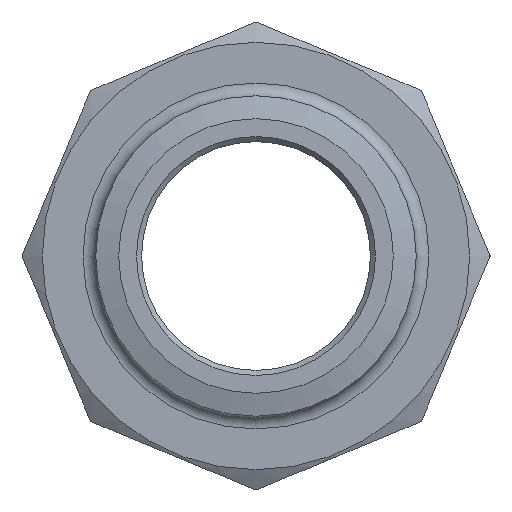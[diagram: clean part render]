
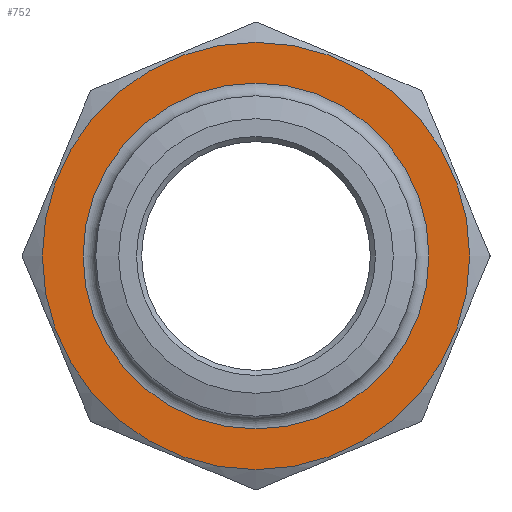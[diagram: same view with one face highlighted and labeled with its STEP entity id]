
A CAD part, left-side view. The second image highlights one B-rep face of the part: STEP entity #752.
In plain terms, the highlighted planar face has unit normal (-1, 0, 0).
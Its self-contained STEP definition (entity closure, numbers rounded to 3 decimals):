
#20=FACE_BOUND('',#176,.T.);
#36=CIRCLE('',#793,42.);
#37=CIRCLE('',#794,42.);
#76=CIRCLE('',#850,34.);
#78=CIRCLE('',#852,34.);
#135=FACE_OUTER_BOUND('',#175,.T.);
#175=EDGE_LOOP('',(#590,#591));
#176=EDGE_LOOP('',(#592,#593));
#297=VERTEX_POINT('',#1231);
#298=VERTEX_POINT('',#1232);
#322=VERTEX_POINT('',#1321);
#323=VERTEX_POINT('',#1322);
#374=EDGE_CURVE('',#297,#298,#36,.T.);
#375=EDGE_CURVE('',#298,#297,#37,.T.);
#422=EDGE_CURVE('',#322,#323,#76,.T.);
#424=EDGE_CURVE('',#323,#322,#78,.T.);
#590=ORIENTED_EDGE('',*,*,#374,.T.);
#591=ORIENTED_EDGE('',*,*,#375,.T.);
#592=ORIENTED_EDGE('',*,*,#422,.F.);
#593=ORIENTED_EDGE('',*,*,#424,.F.);
#685=PLANE('',#853);
#752=ADVANCED_FACE('',(#135,#20),#685,.T.);
#793=AXIS2_PLACEMENT_3D('',#1233,#923,#924);
#794=AXIS2_PLACEMENT_3D('',#1234,#925,#926);
#850=AXIS2_PLACEMENT_3D('',#1323,#1045,#1046);
#852=AXIS2_PLACEMENT_3D('',#1325,#1049,#1050);
#853=AXIS2_PLACEMENT_3D('',#1326,#1051,#1052);
#923=DIRECTION('center_axis',(-1.,0.,0.));
#924=DIRECTION('ref_axis',(0.,-1.,0.));
#925=DIRECTION('center_axis',(-1.,0.,0.));
#926=DIRECTION('ref_axis',(0.,-1.,0.));
#1045=DIRECTION('center_axis',(-1.,0.,0.));
#1046=DIRECTION('ref_axis',(0.,1.,0.));
#1049=DIRECTION('center_axis',(-1.,0.,0.));
#1050=DIRECTION('ref_axis',(0.,1.,0.));
#1051=DIRECTION('center_axis',(-1.,0.,0.));
#1052=DIRECTION('ref_axis',(0.,0.,1.));
#1231=CARTESIAN_POINT('',(48.,-42.,0.));
#1232=CARTESIAN_POINT('',(48.,42.,0.));
#1233=CARTESIAN_POINT('Origin',(48.,0.,
0.));
#1234=CARTESIAN_POINT('Origin',(48.,0.,
0.));
#1321=CARTESIAN_POINT('',(48.,-34.,0.));
#1322=CARTESIAN_POINT('',(48.,0.,-34.));
#1323=CARTESIAN_POINT('Origin',(48.,0.,
0.));
#1325=CARTESIAN_POINT('Origin',(48.,0.,
0.));
#1326=CARTESIAN_POINT('Origin',(48.,-36.75,0.));
